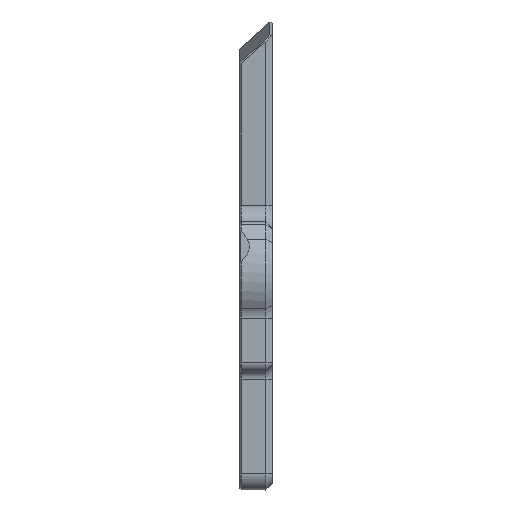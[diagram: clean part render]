
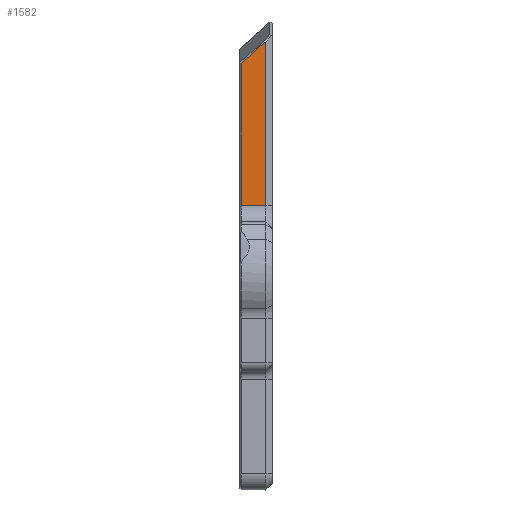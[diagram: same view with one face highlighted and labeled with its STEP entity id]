
A CAD part, left-side view. The second image highlights one B-rep face of the part: STEP entity #1582.
In plain terms, the highlighted planar face has unit normal (-1, 0, 0).
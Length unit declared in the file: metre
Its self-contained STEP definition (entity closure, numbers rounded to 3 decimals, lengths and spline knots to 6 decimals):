
#95=LINE('',#2463,#254);
#96=LINE('',#2466,#255);
#97=LINE('',#2468,#256);
#98=LINE('',#2470,#257);
#99=LINE('',#2472,#258);
#254=VECTOR('',#1936,1.);
#255=VECTOR('',#1937,1.);
#256=VECTOR('',#1938,1.);
#257=VECTOR('',#1939,1.);
#258=VECTOR('',#1940,1.);
#431=ORIENTED_EDGE('',*,*,#896,.T.);
#432=ORIENTED_EDGE('',*,*,#897,.T.);
#433=ORIENTED_EDGE('',*,*,#898,.T.);
#434=ORIENTED_EDGE('',*,*,#899,.T.);
#435=ORIENTED_EDGE('',*,*,#900,.T.);
#896=EDGE_CURVE('',#1128,#1129,#95,.T.);
#897=EDGE_CURVE('',#1129,#1130,#96,.T.);
#898=EDGE_CURVE('',#1130,#1131,#97,.F.);
#899=EDGE_CURVE('',#1131,#1132,#98,.T.);
#900=EDGE_CURVE('',#1132,#1128,#99,.T.);
#1128=VERTEX_POINT('',#2464);
#1129=VERTEX_POINT('',#2465);
#1130=VERTEX_POINT('',#2467);
#1131=VERTEX_POINT('',#2469);
#1132=VERTEX_POINT('',#2471);
#1303=EDGE_LOOP('',(#431,#432,#433,#434,#435));
#1419=FACE_BOUND('',#1303,.T.);
#1532=PLANE('',#1713);
#1582=ADVANCED_FACE('',(#1419),#1532,.T.);
#1713=AXIS2_PLACEMENT_3D('',#2462,#1934,#1935);
#1934=DIRECTION('',(-1.,0.,0.));
#1935=DIRECTION('',(0.,0.,1.));
#1936=DIRECTION('',(0.,0.743,-0.669));
#1937=DIRECTION('',(0.,0.,-1.));
#1938=DIRECTION('',(0.,1.,0.));
#1939=DIRECTION('',(0.,0.,1.));
#1940=DIRECTION('',(0.,0.998,0.06));
#2462=CARTESIAN_POINT('',(-0.004475,-0.004002,0.007793));
#2463=CARTESIAN_POINT('',(-0.004475,-0.001918,0.010107));
#2464=CARTESIAN_POINT('',(-0.004475,-0.003535,0.011562));
#2465=CARTESIAN_POINT('',(-0.004475,-0.00209,0.010261));
#2466=CARTESIAN_POINT('',(-0.004475,-0.00209,0.001593));
#2467=CARTESIAN_POINT('',(-0.004475,-0.00209,0.001593));
#2468=CARTESIAN_POINT('',(-0.004475,-0.004,0.001593));
#2469=CARTESIAN_POINT('',(-0.004475,-0.0036,0.001593));
#2470=CARTESIAN_POINT('',(-0.004475,-0.0036,0.012086));
#2471=CARTESIAN_POINT('',(-0.004475,-0.0036,0.011558));
#2472=CARTESIAN_POINT('',(-0.004475,-0.004227,0.011521));
